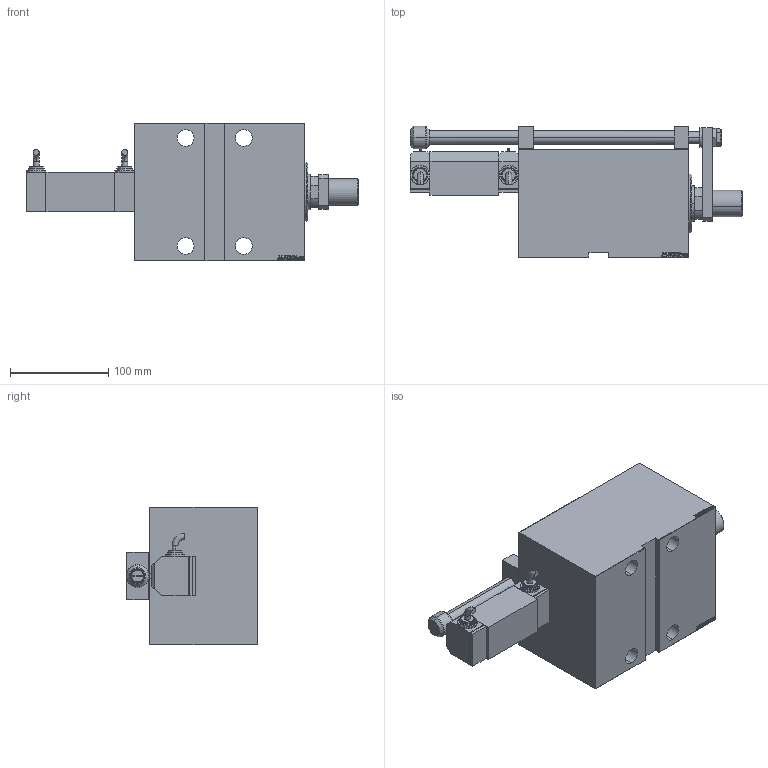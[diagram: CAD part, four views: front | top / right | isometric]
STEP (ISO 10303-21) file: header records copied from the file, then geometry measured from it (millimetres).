
FILE_DESCRIPTION (( 'STEP AP203' ), '1' );
FILE_NAME ('01cb.STEP', '2022-04-16T19:48:19', ( '' ), ( '' ), 'SwSTEP 2.0', 'SolidWorks 2019', '' );
FILE_SCHEMA (( 'CONFIG_CONTROL_DESIGN' ));
Length unit declared in the file: millimetre
Products named in the file (14): TYC_P 9703d3bdc146b0737ac417acdc41c616; SWITCH_P_FRONT_BACK 9703d3bdc146b0737ac417acdc41c616; ZARAZKA_P 9703d3bdc146b0737ac417acdc41c616; SWITCH DIM W_B 9703d3bdc146b0737ac417acdc41c616; KROUZEK_PRO_TYC 9703d3bdc146b0737ac417acdc41c616; 01cb; NUT_D19_P 9703d3bdc146b0737ac417acdc41c616; MIDDLE 9703d3bdc146b0737ac417acdc41c616; NUT_D16 9703d3bdc146b0737ac417acdc41c616; V450CM_VC_G 9703d3bdc146b0737ac417acdc41c616; V450CM_G_Body 9703d3bdc146b0737ac417acdc41c616; V450CM_MALE_METRIC 9703d3bdc146b0737ac417acdc41c616; SWITCH P 9703d3bdc146b0737ac417acdc41c616; V450CM_G_VCP 9703d3bdc146b0737ac417acdc41c616
Assembly tree (15 placements, depth 2):
  01cb
    V450CM_G_Body 9703d3bdc146b0737ac417acdc41c616
    V450CM_G_VCP 9703d3bdc146b0737ac417acdc41c616
    V450CM_VC_G 9703d3bdc146b0737ac417acdc41c616
    NUT_D16 9703d3bdc146b0737ac417acdc41c616
    NUT_D19_P 9703d3bdc146b0737ac417acdc41c616
    SWITCH DIM W_B 9703d3bdc146b0737ac417acdc41c616
    SWITCH P 9703d3bdc146b0737ac417acdc41c616  x2
    SWITCH_P_FRONT_BACK 9703d3bdc146b0737ac417acdc41c616  x2
    TYC_P 9703d3bdc146b0737ac417acdc41c616
    ZARAZKA_P 9703d3bdc146b0737ac417acdc41c616
    KROUZEK_PRO_TYC 9703d3bdc146b0737ac417acdc41c616
    MIDDLE 9703d3bdc146b0737ac417acdc41c616
    V450CM_MALE_METRIC 9703d3bdc146b0737ac417acdc41c616
Bounding box: 337.3 x 133.5 x 140 mm (x, y, z)
Volume: 2374406.9 mm3; surface area: 304834.6 mm2
Topology: 15 solids, 15 shells, 1079 faces, 2698 edges, 1772 vertices
Faces by surface type: plane 522, bspline 380, cylinder 102, cone 41, torus 34
Entity records: 48809 total; most frequent: CARTESIAN_POINT 25309, ORIENTED_EDGE 5096, DIRECTION 3325, EDGE_CURVE 2548, VERTEX_POINT 1676, LINE 1485, VECTOR 1485, EDGE_LOOP 1160
